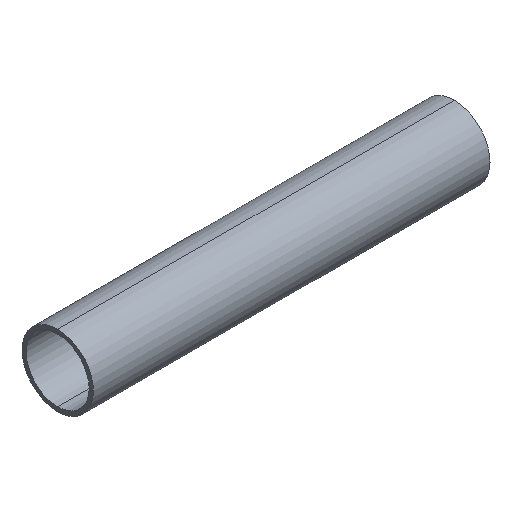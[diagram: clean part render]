
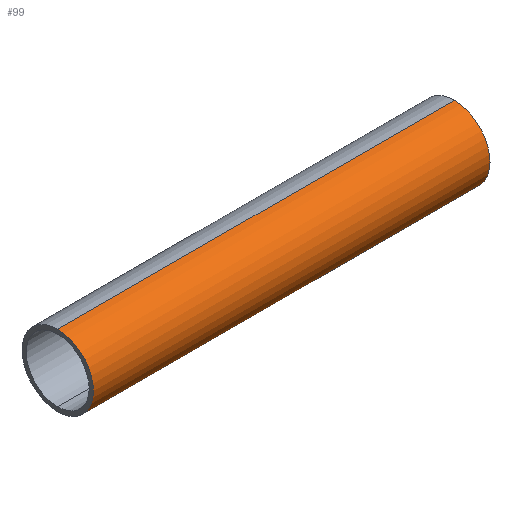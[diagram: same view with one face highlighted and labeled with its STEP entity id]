
A CAD part, isometric view. The second image highlights one B-rep face of the part: STEP entity #99.
In plain terms, the highlighted cylindrical face has radius 450 mm (diameter 900 mm), a partial arc.
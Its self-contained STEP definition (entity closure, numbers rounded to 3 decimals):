
#57 = EDGE_CURVE( '', #93, #73, #128, .T. );
#73 = VERTEX_POINT( '', #147 );
#79 = EDGE_CURVE( '', #89, #101, #155, .T. );
#81 = EDGE_CURVE( '', #101, #93, #157, .T. );
#89 = VERTEX_POINT( '', #166 );
#93 = VERTEX_POINT( '', #170 );
#95 = EDGE_CURVE( '', #73, #89, #172, .T. );
#99 = ADVANCED_FACE( '', ( #176 ), #177, .T. );
#101 = VERTEX_POINT( '', #179 );
#128 = LINE( '', #196, #197 );
#147 = CARTESIAN_POINT( '', ( 5000., 0., -450. ) );
#155 = LINE( '', #230, #231 );
#157 = CIRCLE( '', #234, 450. );
#166 = CARTESIAN_POINT( '', ( 5000., 0., 450. ) );
#170 = CARTESIAN_POINT( '', ( 0., 0., -450. ) );
#172 = CIRCLE( '', #253, 450. );
#176 = FACE_OUTER_BOUND( '', #257, .T. );
#177 = CYLINDRICAL_SURFACE( '', #258, 450. );
#179 = CARTESIAN_POINT( '', ( 0., 0., 450. ) );
#196 = CARTESIAN_POINT( '', ( 0., 0., -450. ) );
#197 = VECTOR( '', #275, 1. );
#230 = CARTESIAN_POINT( '', ( 0., 0., 450. ) );
#231 = VECTOR( '', #310, 1. );
#234 = AXIS2_PLACEMENT_3D( '', #311, #312, #313 );
#253 = AXIS2_PLACEMENT_3D( '', #331, #332, #333 );
#257 = EDGE_LOOP( '', ( #335, #336, #337, #338 ) );
#258 = AXIS2_PLACEMENT_3D( '', #339, #340, #341 );
#275 = DIRECTION( '', ( 1., 0., 0. ) );
#310 = DIRECTION( '', ( -1., 0., 0. ) );
#311 = CARTESIAN_POINT( '', ( 0., 0., 0. ) );
#312 = DIRECTION( '', ( 1., 0., 0. ) );
#313 = DIRECTION( '', ( 0., 0., -1. ) );
#331 = CARTESIAN_POINT( '', ( 5000., 0., 0. ) );
#332 = DIRECTION( '', ( -1., 0., 0. ) );
#333 = DIRECTION( '', ( 0., 0., -1. ) );
#335 = ORIENTED_EDGE( '', *, *, #57, .T. );
#336 = ORIENTED_EDGE( '', *, *, #95, .T. );
#337 = ORIENTED_EDGE( '', *, *, #79, .T. );
#338 = ORIENTED_EDGE( '', *, *, #81, .T. );
#339 = CARTESIAN_POINT( '', ( 0., 0., 0. ) );
#340 = DIRECTION( '', ( -1., 0., 0. ) );
#341 = DIRECTION( '', ( 0., 0., -1. ) );
